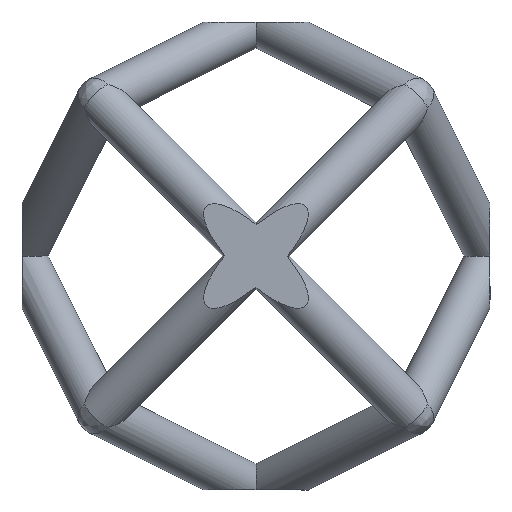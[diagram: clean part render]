
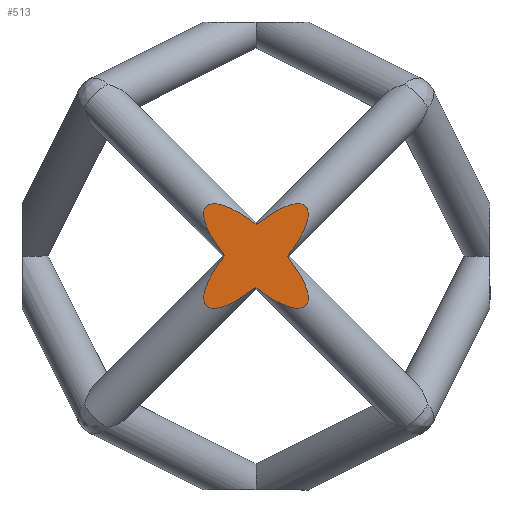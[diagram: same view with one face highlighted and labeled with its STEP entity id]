
A CAD part, left-side view. The second image highlights one B-rep face of the part: STEP entity #513.
In plain terms, the highlighted planar face has unit normal (-1, 0, 0).
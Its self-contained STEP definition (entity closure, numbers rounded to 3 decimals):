
#184 = AXIS2_PLACEMENT_3D ( 'NONE', #1796, #1050, #1622 ) ;
#322 = FACE_OUTER_BOUND ( 'NONE', #1122, .T. ) ;
#350 = EDGE_CURVE ( 'NONE', #2323, #1092, #1355, .T. ) ;
#400 = ORIENTED_EDGE ( 'NONE', *, *, #350, .F. ) ;
#449 = CARTESIAN_POINT ( 'NONE',  ( -5., -0.671, 0. ) ) ;
#452 = CARTESIAN_POINT ( 'NONE',  ( -5., 0., -0.671 ) ) ;
#477 = CARTESIAN_POINT ( 'NONE',  ( -5., -0.671, 0. ) ) ;
#513 = ADVANCED_FACE ( 'NONE', ( #322 ), #1234, .T. ) ;
#646 = VERTEX_POINT ( 'NONE', #821 ) ;
#750 = ORIENTED_EDGE ( 'NONE', *, *, #2135, .F. ) ;
#773 = CARTESIAN_POINT ( 'NONE',  ( -5., 0., -0.671 ) ) ;
#804 = ORIENTED_EDGE ( 'NONE', *, *, #2234, .F. ) ;
#821 = CARTESIAN_POINT ( 'NONE',  ( -5., 0.671, 0. ) ) ;
#898 = VERTEX_POINT ( 'NONE', #452 ) ;
#946 = CARTESIAN_POINT ( 'NONE',  ( -5., 0.671, 0. ) ) ;
#1012 = CARTESIAN_POINT ( 'NONE',  ( -5., -1.71, -1.299 ) ) ;
#1050 = DIRECTION ( 'NONE',  ( -1., 0., 0. ) ) ;
#1055 = CARTESIAN_POINT ( 'NONE',  ( -5., 0., 0.671 ) ) ;
#1092 = VERTEX_POINT ( 'NONE', #477 ) ;
#1122 = EDGE_LOOP ( 'NONE', ( #804, #400, #750, #1390 ) ) ;
#1220 = CARTESIAN_POINT ( 'NONE',  ( -5., -1.299, 1.71 ) ) ;
#1234 = PLANE ( 'NONE',  #184 ) ;
#1339 =( BOUNDED_CURVE ( )  B_SPLINE_CURVE ( 3, ( #773, #2064, #1877, #946 ),
 .UNSPECIFIED., .F., .F. ) 
 B_SPLINE_CURVE_WITH_KNOTS ( ( 4, 4 ),
 ( 5.034, 7.532 ),
 .UNSPECIFIED. ) 
 CURVE ( )  GEOMETRIC_REPRESENTATION_ITEM ( )  RATIONAL_B_SPLINE_CURVE ( ( 1., 0.544, 0.544, 1. ) ) 
 REPRESENTATION_ITEM ( '' )  );
#1355 =( BOUNDED_CURVE ( )  B_SPLINE_CURVE ( 3, ( #1412, #1220, #1805, #1998 ),
 .UNSPECIFIED., .F., .F. ) 
 B_SPLINE_CURVE_WITH_KNOTS ( ( 4, 4 ),
 ( 1.893, 4.391 ),
 .UNSPECIFIED. ) 
 CURVE ( )  GEOMETRIC_REPRESENTATION_ITEM ( )  RATIONAL_B_SPLINE_CURVE ( ( 1., 0.544, 0.544, 1. ) ) 
 REPRESENTATION_ITEM ( '' )  );
#1388 = CARTESIAN_POINT ( 'NONE',  ( -5., 0., -0.671 ) ) ;
#1390 = ORIENTED_EDGE ( 'NONE', *, *, #1753, .F. ) ;
#1412 = CARTESIAN_POINT ( 'NONE',  ( -5., 0., 0.671 ) ) ;
#1563 = CARTESIAN_POINT ( 'NONE',  ( -5., 1.71, 1.299 ) ) ;
#1622 = DIRECTION ( 'NONE',  ( 0., 0., 1. ) ) ;
#1753 = EDGE_CURVE ( 'NONE', #898, #646, #1339, .T. ) ;
#1761 = CARTESIAN_POINT ( 'NONE',  ( -5., -1.299, -1.71 ) ) ;
#1796 = CARTESIAN_POINT ( 'NONE',  ( -5., 5., -5.471 ) ) ;
#1805 = CARTESIAN_POINT ( 'NONE',  ( -5., -1.71, 1.299 ) ) ;
#1877 = CARTESIAN_POINT ( 'NONE',  ( -5., 1.71, -1.299 ) ) ;
#1998 = CARTESIAN_POINT ( 'NONE',  ( -5., -0.671, 0. ) ) ;
#2018 =( BOUNDED_CURVE ( )  B_SPLINE_CURVE ( 3, ( #2103, #1563, #2112, #2129 ),
 .UNSPECIFIED., .F., .T. ) 
 B_SPLINE_CURVE_WITH_KNOTS ( ( 4, 4 ),
 ( 1.893, 4.391 ),
 .UNSPECIFIED. ) 
 CURVE ( )  GEOMETRIC_REPRESENTATION_ITEM ( )  RATIONAL_B_SPLINE_CURVE ( ( 1., 0.544, 0.544, 1. ) ) 
 REPRESENTATION_ITEM ( '' )  );
#2064 = CARTESIAN_POINT ( 'NONE',  ( -5., 1.299, -1.71 ) ) ;
#2090 =( BOUNDED_CURVE ( )  B_SPLINE_CURVE ( 3, ( #449, #1012, #1761, #1388 ),
 .UNSPECIFIED., .F., .T. ) 
 B_SPLINE_CURVE_WITH_KNOTS ( ( 4, 4 ),
 ( 5.034, 7.532 ),
 .UNSPECIFIED. ) 
 CURVE ( )  GEOMETRIC_REPRESENTATION_ITEM ( )  RATIONAL_B_SPLINE_CURVE ( ( 1., 0.544, 0.544, 1. ) ) 
 REPRESENTATION_ITEM ( '' )  );
#2103 = CARTESIAN_POINT ( 'NONE',  ( -5., 0.671, 0. ) ) ;
#2112 = CARTESIAN_POINT ( 'NONE',  ( -5., 1.299, 1.71 ) ) ;
#2129 = CARTESIAN_POINT ( 'NONE',  ( -5., 0., 0.671 ) ) ;
#2135 = EDGE_CURVE ( 'NONE', #646, #2323, #2018, .T. ) ;
#2234 = EDGE_CURVE ( 'NONE', #1092, #898, #2090, .T. ) ;
#2323 = VERTEX_POINT ( 'NONE', #1055 ) ;
